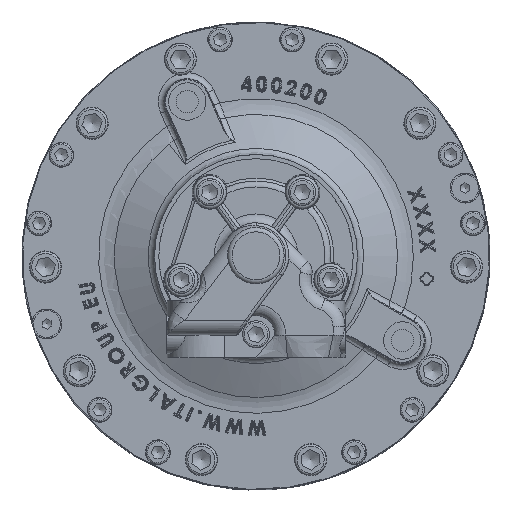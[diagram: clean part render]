
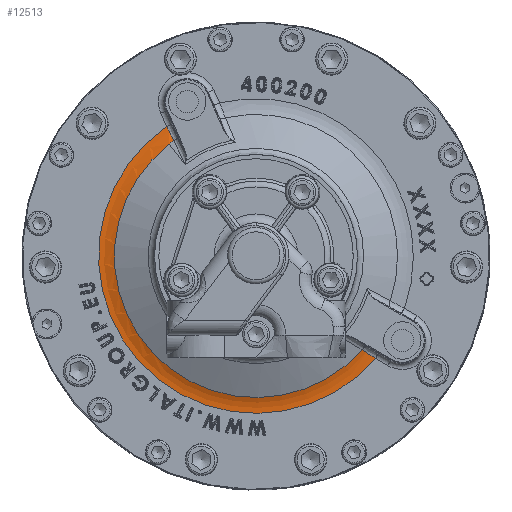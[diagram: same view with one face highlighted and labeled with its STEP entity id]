
A CAD part, top view. The second image highlights one B-rep face of the part: STEP entity #12513.
In plain terms, the highlighted toroidal (fillet/blend) face has major radius 105.21 mm and minor radius 25 mm.
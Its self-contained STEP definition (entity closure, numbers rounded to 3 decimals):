
#9100=CARTESIAN_POINT('',(79.905,-68.442,133.0));
#9101=VERTEX_POINT('',#9100);
#9108=CARTESIAN_POINT('',(-59.715,86.622,133.0));
#9109=VERTEX_POINT('',#9108);
#9110=CARTESIAN_POINT('',(0.0,0.,133.0));
#9111=DIRECTION('',(0.0,0.0,1.0));
#9112=DIRECTION('',(1.0,0.0,0.0));
#9113=AXIS2_PLACEMENT_3D('',#9110,#9111,#9112);
#9114=CIRCLE('',#9113,105.21);
#9115=EDGE_CURVE('',#9109,#9101,#9114,.T.);
#12361=CARTESIAN_POINT('',(-54.969,77.045,135.342));
#12362=VERTEX_POINT('',#12361);
#12363=CARTESIAN_POINT('',(70.877,-62.721,135.342));
#12364=VERTEX_POINT('',#12363);
#12365=CARTESIAN_POINT('',(0.0,0.,135.342));
#12366=DIRECTION('',(0.0,0.0,1.0));
#12367=DIRECTION('',(1.0,0.0,0.0));
#12368=AXIS2_PLACEMENT_3D('',#12365,#12366,#12367);
#12369=CIRCLE('',#12368,94.645);
#12370=EDGE_CURVE('',#12362,#12364,#12369,.T.);
#12478=CARTESIAN_POINT('',(0.0,0.,158.));
#12479=DIRECTION('',(0.0,0.0,1.0));
#12480=DIRECTION('',(1.0,0.0,0.0));
#12481=AXIS2_PLACEMENT_3D('',#12478,#12479,#12480);
#12482=TOROIDAL_SURFACE('',#12481,105.21,25.);
#12483=ORIENTED_EDGE('',*,*,#9115,.T.);
#12484=CARTESIAN_POINT('',(79.905,-68.442,133.0));
#12485=CARTESIAN_POINT('',(79.119,-67.957,133.));
#12486=CARTESIAN_POINT('',(78.336,-67.471,133.05));
#12487=CARTESIAN_POINT('',(76.782,-66.5,133.249));
#12488=CARTESIAN_POINT('',(76.017,-66.018,133.397));
#12489=CARTESIAN_POINT('',(74.509,-65.062,133.788));
#12490=CARTESIAN_POINT('',(73.765,-64.588,134.031));
#12491=CARTESIAN_POINT('',(72.302,-63.647,134.615));
#12492=CARTESIAN_POINT('',(71.579,-63.179,134.956));
#12493=CARTESIAN_POINT('',(70.877,-62.721,135.342));
#12494=B_SPLINE_CURVE_WITH_KNOTS('',3,(#12484,#12485,#12486,#12487,#12488,#12489,#12490,#12491,#12492,#12493),.UNSPECIFIED.,.F.,.U.,(4,2,2,2,4),(0.,0.003,0.006,0.008,0.011),.UNSPECIFIED.);
#12495=EDGE_CURVE('',#9101,#12364,#12494,.T.);
#12496=ORIENTED_EDGE('',*,*,#12495,.T.);
#12497=ORIENTED_EDGE('',*,*,#12370,.F.);
#12498=CARTESIAN_POINT('',(-54.969,77.045,135.342));
#12499=CARTESIAN_POINT('',(-55.351,77.791,134.956));
#12500=CARTESIAN_POINT('',(-55.74,78.557,134.615));
#12501=CARTESIAN_POINT('',(-56.526,80.117,134.03));
#12502=CARTESIAN_POINT('',(-56.921,80.908,133.786));
#12503=CARTESIAN_POINT('',(-57.714,82.508,133.395));
#12504=CARTESIAN_POINT('',(-58.112,83.318,133.248));
#12505=CARTESIAN_POINT('',(-58.912,84.958,133.05));
#12506=CARTESIAN_POINT('',(-59.315,85.79,133.));
#12507=CARTESIAN_POINT('',(-59.715,86.622,133.0));
#12508=B_SPLINE_CURVE_WITH_KNOTS('',3,(#12498,#12499,#12500,#12501,#12502,#12503,#12504,#12505,#12506,#12507),.UNSPECIFIED.,.F.,.U.,(4,2,2,2,4),(0.0,0.003,0.006,0.008,0.011),.UNSPECIFIED.);
#12509=EDGE_CURVE('',#12362,#9109,#12508,.T.);
#12510=ORIENTED_EDGE('',*,*,#12509,.T.);
#12511=EDGE_LOOP('',(#12483,#12496,#12497,#12510));
#12512=FACE_OUTER_BOUND('',#12511,.T.);
#12513=ADVANCED_FACE('',(#12512),#12482,.F.);
